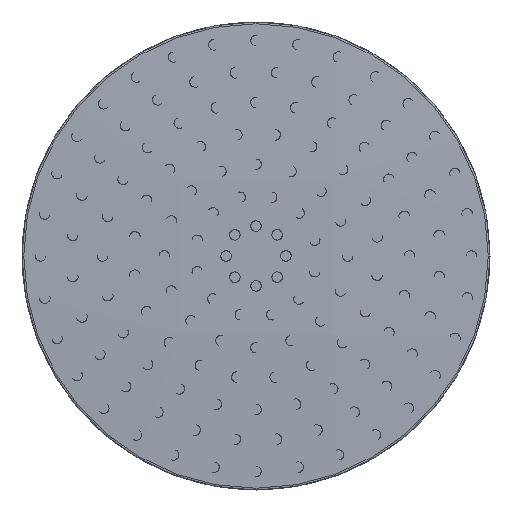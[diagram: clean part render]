
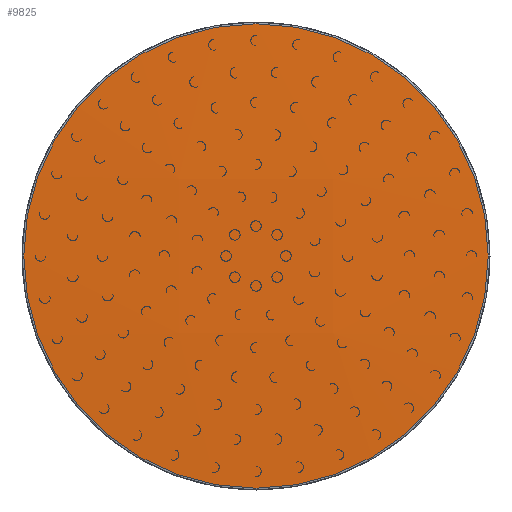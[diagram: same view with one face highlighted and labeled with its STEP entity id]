
A CAD part, front view. The second image highlights one B-rep face of the part: STEP entity #9825.
In plain terms, the highlighted free-form (B-spline) face has degree [3, 3] with [4, 4] control points.
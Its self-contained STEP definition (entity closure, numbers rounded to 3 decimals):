
#3361 = DIRECTION ( 'NONE',  ( 0., -1., 0. ) ) ;
#7420 = EDGE_CURVE ( 'NONE', #13747, #46588, #39062, .T. ) ;
#7657 = AXIS2_PLACEMENT_3D ( 'NONE', #45664, #3361, #50118 ) ;
#9825 = ADVANCED_FACE ( 'NONE', ( #25705 ), #11897, .T. ) ;
#11005 = CARTESIAN_POINT ( 'NONE',  ( -34.375, -241.405, 126.01 ) ) ;
#11186 = CARTESIAN_POINT ( 'NONE',  ( 133.531, -241.441, 41.793 ) ) ;
#11897 =( BOUNDED_SURFACE ( )  B_SPLINE_SURFACE ( 3, 3, ( 
 ( #36464, #48889, #24166, #49590 ),
 ( #40715, #28070, #23465, #11005 ),
 ( #41067, #53173, #36288, #40554 ),
 ( #32551, #27722, #11186, #32019 ) ),
 .UNSPECIFIED., .F., .F., .F. ) 
 B_SPLINE_SURFACE_WITH_KNOTS ( ( 4, 4 ),
 ( 4, 4 ),
 ( 0., 1. ),
 ( 0., 1. ),
 .UNSPECIFIED. ) 
 GEOMETRIC_REPRESENTATION_ITEM ( )  RATIONAL_B_SPLINE_SURFACE ( (
 ( 1., 0.999, 0.999, 1.),
 ( 0.999, 0.998, 0.998, 0.999),
 ( 0.999, 0.998, 0.998, 0.999),
 ( 1., 0.999, 0.999, 1.) ) ) 
 REPRESENTATION_ITEM ( '' )  SURFACE ( )  );
#13747 = VERTEX_POINT ( 'NONE', #23704 ) ;
#17009 = ORIENTED_EDGE ( 'NONE', *, *, #7420, .T. ) ;
#17559 = CARTESIAN_POINT ( 'NONE',  ( 8., -240.489, 0. ) ) ;
#23465 = CARTESIAN_POINT ( 'NONE',  ( -34.375, -245.477, 41.858 ) ) ;
#23704 = CARTESIAN_POINT ( 'NONE',  ( -116.039, -240.489, 0. ) ) ;
#24054 = ORIENTED_EDGE ( 'NONE', *, *, #50403, .T. ) ;
#24166 = CARTESIAN_POINT ( 'NONE',  ( -118.279, -241.405, 41.792 ) ) ;
#25705 = FACE_OUTER_BOUND ( 'NONE', #37356, .T. ) ;
#26975 = AXIS2_PLACEMENT_3D ( 'NONE', #17559, #52057, #47232 ) ;
#27722 = CARTESIAN_POINT ( 'NONE',  ( 133.531, -241.432, -42.327 ) ) ;
#28070 = CARTESIAN_POINT ( 'NONE',  ( -34.375, -245.469, -42.393 ) ) ;
#32019 = CARTESIAN_POINT ( 'NONE',  ( 133.531, -237.375, 125.814 ) ) ;
#32551 = CARTESIAN_POINT ( 'NONE',  ( 133.531, -237.349, -126.348 ) ) ;
#36288 = CARTESIAN_POINT ( 'NONE',  ( 49.627, -245.49, 41.858 ) ) ;
#36464 = CARTESIAN_POINT ( 'NONE',  ( -118.279, -237.313, -126.346 ) ) ;
#37356 = EDGE_LOOP ( 'NONE', ( #24054, #17009 ) ) ;
#39062 = CIRCLE ( 'NONE', #7657, 124.039 ) ;
#40554 = CARTESIAN_POINT ( 'NONE',  ( 49.627, -241.417, 126.01 ) ) ;
#40715 = CARTESIAN_POINT ( 'NONE',  ( -34.375, -241.379, -126.543 ) ) ;
#41009 = CARTESIAN_POINT ( 'NONE',  ( 132.039, -240.489, 0. ) ) ;
#41067 = CARTESIAN_POINT ( 'NONE',  ( 49.627, -241.391, -126.544 ) ) ;
#45664 = CARTESIAN_POINT ( 'NONE',  ( 8., -240.489, 0. ) ) ;
#46588 = VERTEX_POINT ( 'NONE', #41009 ) ;
#47232 = DIRECTION ( 'NONE',  ( 1., 0., 0. ) ) ;
#48261 = CIRCLE ( 'NONE', #26975, 124.039 ) ;
#48889 = CARTESIAN_POINT ( 'NONE',  ( -118.279, -241.396, -42.326 ) ) ;
#49590 = CARTESIAN_POINT ( 'NONE',  ( -118.279, -237.338, 125.813 ) ) ;
#50118 = DIRECTION ( 'NONE',  ( 1., 0., 0. ) ) ;
#50403 = EDGE_CURVE ( 'NONE', #46588, #13747, #48261, .T. ) ;
#52057 = DIRECTION ( 'NONE',  ( 0., -1., 0. ) ) ;
#53173 = CARTESIAN_POINT ( 'NONE',  ( 49.627, -245.481, -42.393 ) ) ;
